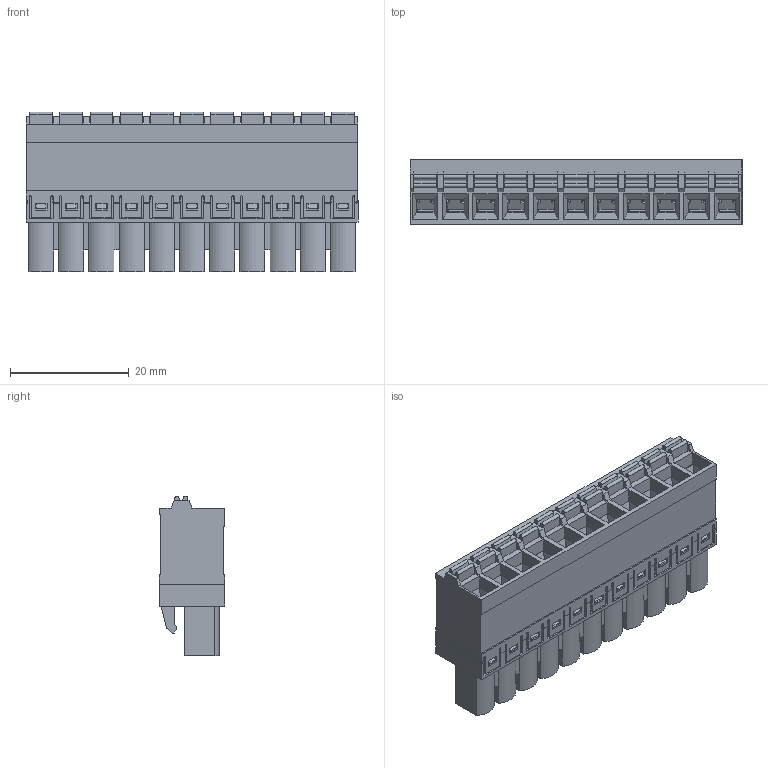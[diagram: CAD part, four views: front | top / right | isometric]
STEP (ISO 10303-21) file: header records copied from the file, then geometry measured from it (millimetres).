
FILE_DESCRIPTION(/* description */ ('Unknown'),/* implementation_level */ '2;1');
FILE_NAME(/* name */ '691304500011',/* time_stamp */ '2022-07-08T15:09:24+02:00',/* author */ ('Unknown'),/* organization */ ('Unknown'),/* preprocessor_version */ 'ST-DEVELOPER v16.7',/* originating_system */ 'Solid Edge',/* authorisation */ 'Unknown');
FILE_SCHEMA (('AUTOMOTIVE_DESIGN {1 0 10303 214 3 1 1}'));
Products named in the file (6): 6913045000xx; 691304500011; 691304530011_Bas; 6913045300xx_Levier; 6913045300xx_Lamelle; 6913045300xx_Pin
Assembly tree (35 placements, depth 2):
  6913045000xx
    691304500011
    691304530011_Bas
    6913045300xx_Levier  x11
    6913045300xx_Lamelle  x11
    6913045300xx_Pin  x11
Bounding box: 55.88 x 11 x 26.91 mm (x, y, z)
Volume: 6798.3 mm3; surface area: 21643.1 mm2
Topology: 35 solids, 35 shells, 4217 faces, 11748 edges, 7628 vertices
Faces by surface type: plane 3166, cylinder 1007, bspline 33, cone 11
Full cylindrical faces by diameter (mm): 1.5 x11, 3 x11
Entity records: 67097 total; most frequent: CARTESIAN_POINT 12012, ORIENTED_EDGE 11766, DIRECTION 10615, EDGE_CURVE 5883, LINE 5423, VECTOR 5423, VERTEX_POINT 3836, AXIS2_PLACEMENT_3D 2596
